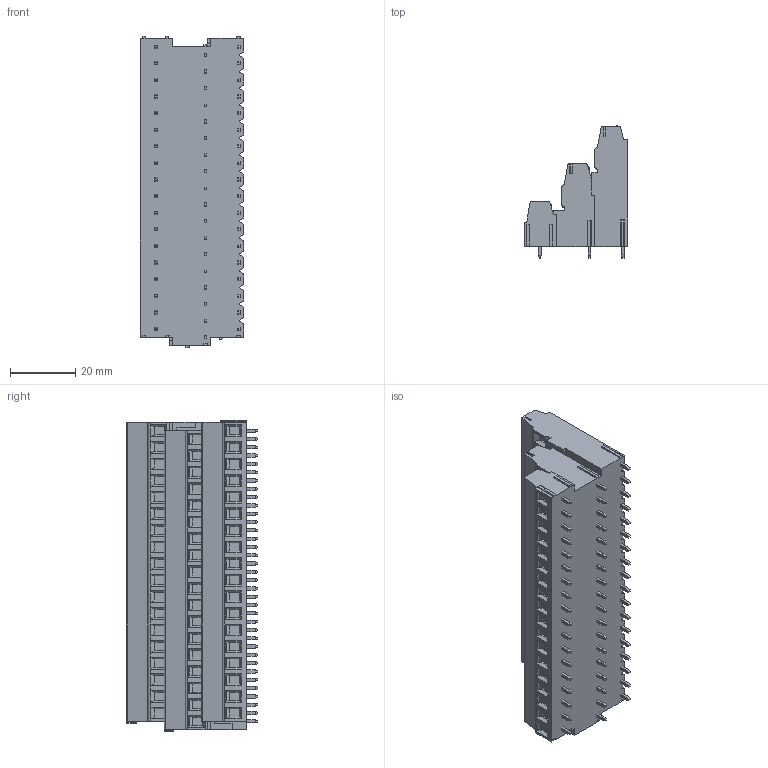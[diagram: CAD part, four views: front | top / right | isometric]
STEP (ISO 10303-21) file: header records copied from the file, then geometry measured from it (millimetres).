
FILE_DESCRIPTION((''),'2;1');
FILE_NAME('3L','2025-02-28T',('yanfa'),(''),'PRO/ENGINEER BY PARAMETRIC TECHNOLOGY CORPORATION, 2009280','PRO/ENGINEER BY PARAMETRIC TECHNOLOGY CORPORATION, 2009280','');
FILE_SCHEMA(('AUTOMOTIVE_DESIGN_CC2 { 1 2 10303 214 -1 1 5 2 }'));
Products named in the file (1): 3L
Bounding box: 31.8 x 40.3 x 95.18 mm (x, y, z)
Volume: 63810.6 mm3; surface area: 20118.6 mm2
Topology: 1 solids, 1 shells, 2643 faces, 6519 edges, 4041 vertices
Faces by surface type: plane 1706, cylinder 543, cone 216, torus 108, sphere 70
Entity records: 77707 total; most frequent: CARTESIAN_POINT 15183, ORIENTED_EDGE 12970, DIRECTION 12817, EDGE_CURVE 6485, VECTOR 4647, LINE 4647, AXIS2_PLACEMENT_3D 4085, VERTEX_POINT 4041
